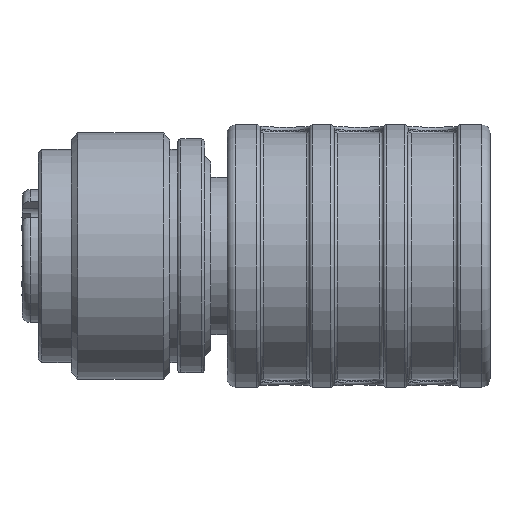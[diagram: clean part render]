
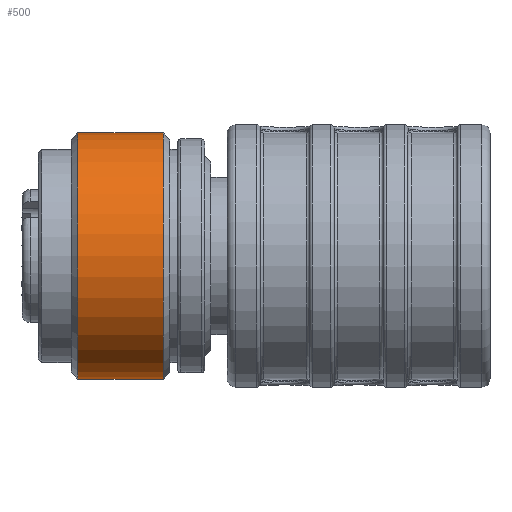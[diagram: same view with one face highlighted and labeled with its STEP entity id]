
A CAD part, top view. The second image highlights one B-rep face of the part: STEP entity #500.
In plain terms, the highlighted cylindrical face has radius 7.5 mm (diameter 15 mm), a full revolution.
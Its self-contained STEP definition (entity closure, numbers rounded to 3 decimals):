
#165=CYLINDRICAL_SURFACE('',#3434,7.5);
#500=ADVANCED_FACE('',(#678,#679),#165,.T.);
#678=FACE_BOUND('',#890,.T.);
#679=FACE_BOUND('',#891,.T.);
#890=EDGE_LOOP('',(#1790));
#891=EDGE_LOOP('',(#1791));
#1123=CIRCLE('',#3431,7.5);
#1124=CIRCLE('',#3433,7.5);
#1790=ORIENTED_EDGE('',*,*,#2645,.T.);
#1791=ORIENTED_EDGE('',*,*,#2644,.F.);
#2248=VERTEX_POINT('',#5692);
#2249=VERTEX_POINT('',#5695);
#2644=EDGE_CURVE('',#2248,#2248,#1123,.T.);
#2645=EDGE_CURVE('',#2249,#2249,#1124,.T.);
#3431=AXIS2_PLACEMENT_3D('',#5691,#4251,#4252);
#3433=AXIS2_PLACEMENT_3D('',#5694,#4255,#4256);
#3434=AXIS2_PLACEMENT_3D('',#5696,#4257,#4258);
#4251=DIRECTION('',(-1.,0.,0.));
#4252=DIRECTION('',(0.,0.,-1.));
#4255=DIRECTION('',(-1.,0.,0.));
#4256=DIRECTION('',(0.,0.,-1.));
#4257=DIRECTION('',(-1.,0.,0.));
#4258=DIRECTION('',(0.,0.,1.));
#5691=CARTESIAN_POINT('',(32.9,50.,102.5));
#5692=CARTESIAN_POINT('',(32.9,50.,95.));
#5694=CARTESIAN_POINT('',(38.1,50.,102.5));
#5695=CARTESIAN_POINT('',(38.1,50.,95.));
#5696=CARTESIAN_POINT('',(30.5,50.,102.5));
